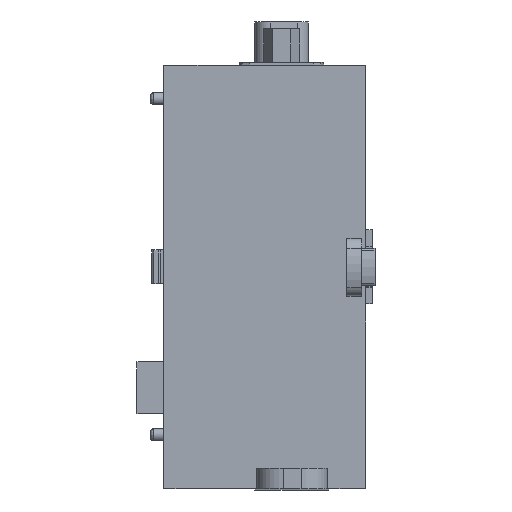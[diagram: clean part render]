
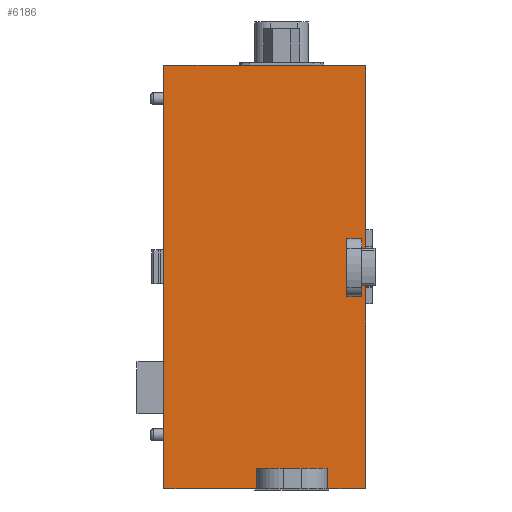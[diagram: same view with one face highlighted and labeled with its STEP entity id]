
A CAD part, front view. The second image highlights one B-rep face of the part: STEP entity #6186.
In plain terms, the highlighted planar face has unit normal (0, -1, 0).
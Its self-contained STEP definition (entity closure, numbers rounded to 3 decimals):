
#114 = VECTOR ( 'NONE', #5803, 1000. ) ;
#166 = LINE ( 'NONE', #16002, #18571 ) ;
#364 = EDGE_CURVE ( 'NONE', #1306, #9721, #9878, .T. ) ;
#507 = AXIS2_PLACEMENT_3D ( 'NONE', #1889, #11989, #3357 ) ;
#774 = VECTOR ( 'NONE', #999, 1000. ) ;
#810 = VERTEX_POINT ( 'NONE', #9546 ) ;
#987 = CARTESIAN_POINT ( 'NONE',  ( 4.1, -44.923, -29.923 ) ) ;
#999 = DIRECTION ( 'NONE',  ( 0., 0., 1. ) ) ;
#1269 = DIRECTION ( 'NONE',  ( -1., 0., 0. ) ) ;
#1296 = VERTEX_POINT ( 'NONE', #15985 ) ;
#1306 = VERTEX_POINT ( 'NONE', #5810 ) ;
#1339 = LINE ( 'NONE', #5978, #5184 ) ;
#1360 = CARTESIAN_POINT ( 'NONE',  ( -3.609, -44.923, -29.923 ) ) ;
#1429 = CARTESIAN_POINT ( 'NONE',  ( 4.1, -44.923, -32.923 ) ) ;
#1594 = VERTEX_POINT ( 'NONE', #12471 ) ;
#1689 = VERTEX_POINT ( 'NONE', #11250 ) ;
#1789 = VERTEX_POINT ( 'NONE', #1360 ) ;
#1805 = ORIENTED_EDGE ( 'NONE', *, *, #6853, .F. ) ;
#1824 = LINE ( 'NONE', #15142, #13373 ) ;
#1889 = CARTESIAN_POINT ( 'NONE',  ( 4.1, -44.923, 30.077 ) ) ;
#1928 = CARTESIAN_POINT ( 'NONE',  ( -25.9, -44.923, 30.077 ) ) ;
#2341 = CARTESIAN_POINT ( 'NONE',  ( 4.1, -44.923, 30.077 ) ) ;
#2541 = CARTESIAN_POINT ( 'NONE',  ( -1.534, -44.923, 30.077 ) ) ;
#2846 = LINE ( 'NONE', #6104, #17841 ) ;
#2910 = VECTOR ( 'NONE', #12596, 1000. ) ;
#3058 = LINE ( 'NONE', #11122, #18065 ) ;
#3060 = VERTEX_POINT ( 'NONE', #8826 ) ;
#3066 = DIRECTION ( 'NONE',  ( 0., 0., 1. ) ) ;
#3248 = EDGE_CURVE ( 'NONE', #1689, #810, #17828, .T. ) ;
#3297 = PLANE ( 'NONE',  #507 ) ;
#3350 = VECTOR ( 'NONE', #5863, 1000. ) ;
#3357 = DIRECTION ( 'NONE',  ( 0., 0., -1. ) ) ;
#3731 = ORIENTED_EDGE ( 'NONE', *, *, #10401, .T. ) ;
#4537 = VECTOR ( 'NONE', #11458, 1000. ) ;
#4609 = LINE ( 'NONE', #12460, #774 ) ;
#5184 = VECTOR ( 'NONE', #7405, 1000. ) ;
#5266 = DIRECTION ( 'NONE',  ( 1., 0., 0. ) ) ;
#5404 = DIRECTION ( 'NONE',  ( 1., 0., 0. ) ) ;
#5803 = DIRECTION ( 'NONE',  ( 0., 0., 1. ) ) ;
#5810 = CARTESIAN_POINT ( 'NONE',  ( -1.534, -44.923, -29.923 ) ) ;
#5863 = DIRECTION ( 'NONE',  ( -1., 0., 0. ) ) ;
#5978 = CARTESIAN_POINT ( 'NONE',  ( 4.1, -44.923, -29.923 ) ) ;
#6104 = CARTESIAN_POINT ( 'NONE',  ( -25.9, -44.923, 0. ) ) ;
#6186 = ADVANCED_FACE ( 'NONE', ( #11049 ), #3297, .T. ) ;
#6259 = VECTOR ( 'NONE', #9604, 1000. ) ;
#6853 = EDGE_CURVE ( 'NONE', #16635, #15153, #7177, .T. ) ;
#7177 = LINE ( 'NONE', #1429, #3350 ) ;
#7333 = CARTESIAN_POINT ( 'NONE',  ( -12.074, -44.923, 30.077 ) ) ;
#7372 = CARTESIAN_POINT ( 'NONE',  ( -12.074, -44.923, -32.923 ) ) ;
#7405 = DIRECTION ( 'NONE',  ( 1., 0., 0. ) ) ;
#7884 = DIRECTION ( 'NONE',  ( -1., 0., 0. ) ) ;
#7926 = EDGE_CURVE ( 'NONE', #16041, #1689, #15059, .T. ) ;
#7980 = EDGE_CURVE ( 'NONE', #1594, #1296, #3058, .T. ) ;
#8762 = VECTOR ( 'NONE', #3066, 1000. ) ;
#8826 = CARTESIAN_POINT ( 'NONE',  ( 4.1, -44.923, 2.796 ) ) ;
#9014 = EDGE_CURVE ( 'NONE', #3060, #13833, #4609, .T. ) ;
#9071 = ORIENTED_EDGE ( 'NONE', *, *, #9870, .T. ) ;
#9531 = ORIENTED_EDGE ( 'NONE', *, *, #10922, .T. ) ;
#9546 = CARTESIAN_POINT ( 'NONE',  ( 3.5, -44.923, -2.764 ) ) ;
#9547 = EDGE_CURVE ( 'NONE', #16041, #9721, #1824, .T. ) ;
#9604 = DIRECTION ( 'NONE',  ( 1., 0., 0. ) ) ;
#9721 = VERTEX_POINT ( 'NONE', #12618 ) ;
#9870 = EDGE_CURVE ( 'NONE', #810, #13344, #12196, .T. ) ;
#9878 = LINE ( 'NONE', #2541, #2910 ) ;
#9914 = CARTESIAN_POINT ( 'NONE',  ( 5.5, -44.923, -2.764 ) ) ;
#10023 = CARTESIAN_POINT ( 'NONE',  ( 3.5, -44.923, 30.077 ) ) ;
#10370 = ORIENTED_EDGE ( 'NONE', *, *, #3248, .T. ) ;
#10401 = EDGE_CURVE ( 'NONE', #16635, #1594, #12582, .T. ) ;
#10899 = ORIENTED_EDGE ( 'NONE', *, *, #7926, .T. ) ;
#10922 = EDGE_CURVE ( 'NONE', #1789, #1306, #17903, .T. ) ;
#11049 = FACE_OUTER_BOUND ( 'NONE', #15829, .T. ) ;
#11122 = CARTESIAN_POINT ( 'NONE',  ( 4.1, -44.923, -29.923 ) ) ;
#11250 = CARTESIAN_POINT ( 'NONE',  ( 4.1, -44.923, -2.764 ) ) ;
#11458 = DIRECTION ( 'NONE',  ( 0., 0., 1. ) ) ;
#11783 = EDGE_CURVE ( 'NONE', #13605, #15153, #2846, .T. ) ;
#11987 = ORIENTED_EDGE ( 'NONE', *, *, #9547, .F. ) ;
#11989 = DIRECTION ( 'NONE',  ( 0., -1., 0. ) ) ;
#12196 = LINE ( 'NONE', #10023, #4537 ) ;
#12460 = CARTESIAN_POINT ( 'NONE',  ( 4.1, -44.923, 30.077 ) ) ;
#12469 = ORIENTED_EDGE ( 'NONE', *, *, #15542, .T. ) ;
#12471 = CARTESIAN_POINT ( 'NONE',  ( -12.074, -44.923, -29.923 ) ) ;
#12582 = LINE ( 'NONE', #7333, #8762 ) ;
#12596 = DIRECTION ( 'NONE',  ( 0., 0., -1. ) ) ;
#12618 = CARTESIAN_POINT ( 'NONE',  ( -1.534, -44.923, -32.923 ) ) ;
#13344 = VERTEX_POINT ( 'NONE', #18787 ) ;
#13373 = VECTOR ( 'NONE', #7884, 1000. ) ;
#13605 = VERTEX_POINT ( 'NONE', #1928 ) ;
#13696 = CARTESIAN_POINT ( 'NONE',  ( -25.9, -44.923, -32.923 ) ) ;
#13833 = VERTEX_POINT ( 'NONE', #2341 ) ;
#13954 = CARTESIAN_POINT ( 'NONE',  ( 5.5, -44.923, 2.796 ) ) ;
#14330 = EDGE_CURVE ( 'NONE', #13344, #3060, #17772, .T. ) ;
#14786 = DIRECTION ( 'NONE',  ( 0., 0., -1. ) ) ;
#14790 = ORIENTED_EDGE ( 'NONE', *, *, #364, .T. ) ;
#14880 = ORIENTED_EDGE ( 'NONE', *, *, #14330, .T. ) ;
#14907 = EDGE_CURVE ( 'NONE', #1296, #1789, #1339, .T. ) ;
#15059 = LINE ( 'NONE', #15978, #114 ) ;
#15142 = CARTESIAN_POINT ( 'NONE',  ( 4.1, -44.923, -32.923 ) ) ;
#15153 = VERTEX_POINT ( 'NONE', #13696 ) ;
#15542 = EDGE_CURVE ( 'NONE', #13833, #13605, #166, .T. ) ;
#15705 = VECTOR ( 'NONE', #5266, 1000. ) ;
#15829 = EDGE_LOOP ( 'NONE', ( #14790, #11987, #10899, #10370, #9071, #14880, #17198, #12469, #16394, #1805, #3731, #15870, #16716, #9531 ) ) ;
#15870 = ORIENTED_EDGE ( 'NONE', *, *, #7980, .T. ) ;
#15962 = CARTESIAN_POINT ( 'NONE',  ( 4.1, -44.923, -32.923 ) ) ;
#15978 = CARTESIAN_POINT ( 'NONE',  ( 4.1, -44.923, 30.077 ) ) ;
#15985 = CARTESIAN_POINT ( 'NONE',  ( -9.999, -44.923, -29.923 ) ) ;
#16002 = CARTESIAN_POINT ( 'NONE',  ( 4.1, -44.923, 30.077 ) ) ;
#16041 = VERTEX_POINT ( 'NONE', #15962 ) ;
#16394 = ORIENTED_EDGE ( 'NONE', *, *, #11783, .T. ) ;
#16635 = VERTEX_POINT ( 'NONE', #7372 ) ;
#16716 = ORIENTED_EDGE ( 'NONE', *, *, #14907, .T. ) ;
#17198 = ORIENTED_EDGE ( 'NONE', *, *, #9014, .T. ) ;
#17492 = DIRECTION ( 'NONE',  ( -1., 0., 0. ) ) ;
#17772 = LINE ( 'NONE', #13954, #15705 ) ;
#17828 = LINE ( 'NONE', #9914, #18245 ) ;
#17841 = VECTOR ( 'NONE', #14786, 1000. ) ;
#17903 = LINE ( 'NONE', #987, #6259 ) ;
#18065 = VECTOR ( 'NONE', #5404, 1000. ) ;
#18245 = VECTOR ( 'NONE', #1269, 1000. ) ;
#18571 = VECTOR ( 'NONE', #17492, 1000. ) ;
#18787 = CARTESIAN_POINT ( 'NONE',  ( 3.5, -44.923, 2.796 ) ) ;
